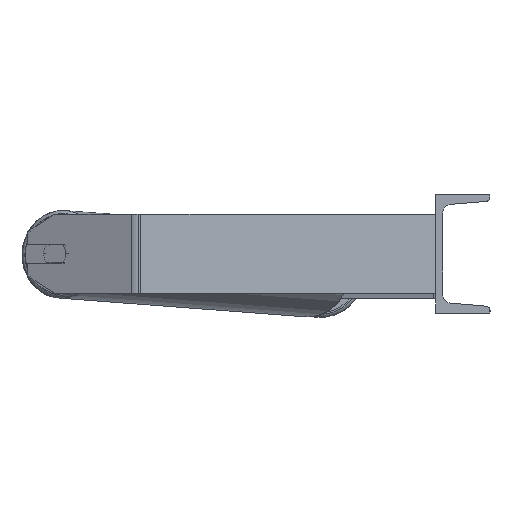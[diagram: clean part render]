
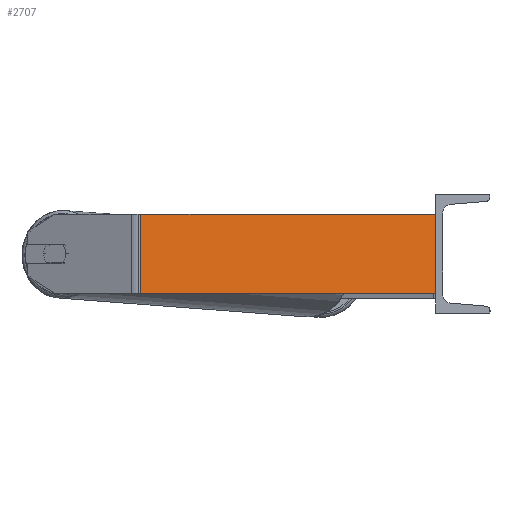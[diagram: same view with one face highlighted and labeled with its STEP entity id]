
A CAD part, left-side view. The second image highlights one B-rep face of the part: STEP entity #2707.
In plain terms, the highlighted planar face has unit normal (-0.985, -0.174, 0).
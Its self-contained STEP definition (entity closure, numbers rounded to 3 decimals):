
#357 = VERTEX_POINT ( 'NONE', #4664 ) ;
#475 = CARTESIAN_POINT ( 'NONE',  ( -885., 0., -40. ) ) ;
#491 = CARTESIAN_POINT ( 'NONE',  ( -937.626, 298.456, -40. ) ) ;
#1084 = VERTEX_POINT ( 'NONE', #475 ) ;
#1268 = EDGE_CURVE ( 'NONE', #7008, #1084, #8788, .T. ) ;
#1332 = FACE_OUTER_BOUND ( 'NONE', #5508, .T. ) ;
#1394 = ORIENTED_EDGE ( 'NONE', *, *, #5844, .T. ) ;
#1414 = LINE ( 'NONE', #1448, #2980 ) ;
#1448 = CARTESIAN_POINT ( 'NONE',  ( -938.502, 303.424, -40. ) ) ;
#1609 = AXIS2_PLACEMENT_3D ( 'NONE', #5695, #2122, #4838 ) ;
#1663 = ORIENTED_EDGE ( 'NONE', *, *, #8262, .T. ) ;
#1974 = VECTOR ( 'NONE', #3464, 1000. ) ;
#2122 = DIRECTION ( 'NONE',  ( 0.985, 0.174, 0. ) ) ;
#2707 = ADVANCED_FACE ( 'NONE', ( #1332 ), #3539, .F. ) ;
#2980 = VECTOR ( 'NONE', #3540, 1000. ) ;
#3020 = LINE ( 'NONE', #5996, #8337 ) ;
#3092 = VECTOR ( 'NONE', #4633, 1000. ) ;
#3464 = DIRECTION ( 'NONE',  ( 0., 0., -1. ) ) ;
#3539 = PLANE ( 'NONE',  #1609 ) ;
#3540 = DIRECTION ( 'NONE',  ( 0.174, -0.985, 0. ) ) ;
#3780 = CARTESIAN_POINT ( 'NONE',  ( -885., 0., 40. ) ) ;
#4145 = CARTESIAN_POINT ( 'NONE',  ( -937.626, 298.456, 40. ) ) ;
#4491 = DIRECTION ( 'NONE',  ( 0.174, -0.985, 0. ) ) ;
#4633 = DIRECTION ( 'NONE',  ( 0., 0., -1. ) ) ;
#4664 = CARTESIAN_POINT ( 'NONE',  ( -937.626, 298.456, 40. ) ) ;
#4838 = DIRECTION ( 'NONE',  ( -0.174, 0.985, 0. ) ) ;
#5444 = LINE ( 'NONE', #4145, #1974 ) ;
#5508 = EDGE_LOOP ( 'NONE', ( #1394, #7033, #5526, #1663 ) ) ;
#5526 = ORIENTED_EDGE ( 'NONE', *, *, #8510, .F. ) ;
#5695 = CARTESIAN_POINT ( 'NONE',  ( -938.502, 303.424, 40. ) ) ;
#5844 = EDGE_CURVE ( 'NONE', #8278, #1084, #1414, .T. ) ;
#5996 = CARTESIAN_POINT ( 'NONE',  ( -938.502, 303.424, 40. ) ) ;
#7008 = VERTEX_POINT ( 'NONE', #9113 ) ;
#7033 = ORIENTED_EDGE ( 'NONE', *, *, #1268, .F. ) ;
#8262 = EDGE_CURVE ( 'NONE', #357, #8278, #5444, .T. ) ;
#8278 = VERTEX_POINT ( 'NONE', #491 ) ;
#8337 = VECTOR ( 'NONE', #4491, 1000. ) ;
#8510 = EDGE_CURVE ( 'NONE', #357, #7008, #3020, .T. ) ;
#8788 = LINE ( 'NONE', #3780, #3092 ) ;
#9113 = CARTESIAN_POINT ( 'NONE',  ( -885., 0., 40. ) ) ;
